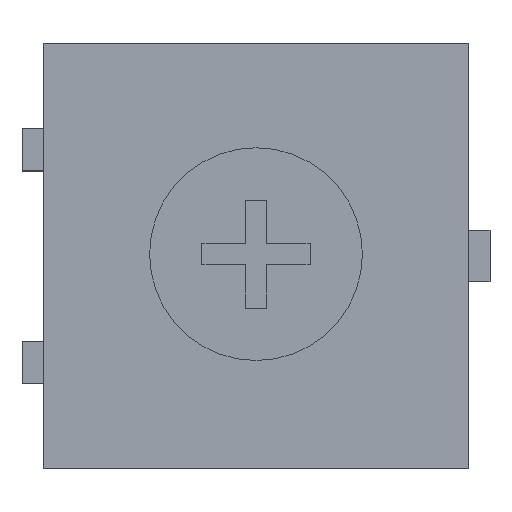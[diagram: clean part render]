
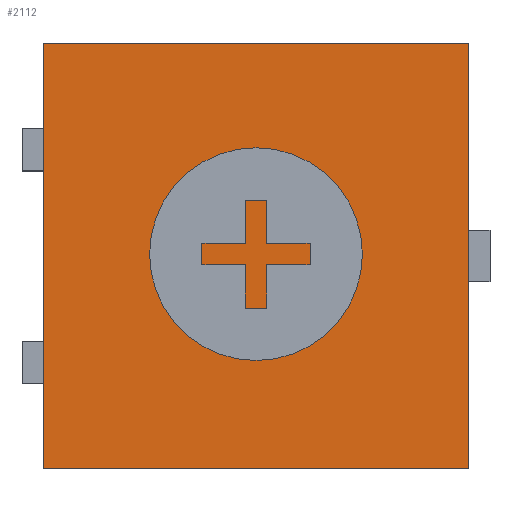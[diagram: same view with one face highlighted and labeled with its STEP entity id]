
A CAD part, top view. The second image highlights one B-rep face of the part: STEP entity #2112.
In plain terms, the highlighted planar face has unit normal (0, 0, -1).
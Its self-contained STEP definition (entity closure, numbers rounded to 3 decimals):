
#1121 = CARTESIAN_POINT('',(  0.0,-2.5, 5.1));
#1122 = CARTESIAN_POINT('',(  0.0, 7.5, 5.1));
#1123 = CARTESIAN_POINT('',( 10.0, 7.5, 5.1));
#1124 = CARTESIAN_POINT('',( 10.0,-2.5, 5.1));
#2112 = ADVANCED_FACE('',(#2122),#2311,.F.);
#2122 = FACE_BOUND('',#2132,.F.);
#2132 = POLY_LOOP('',(#1121,#1122,#1123,#1124));
#2311 = PLANE('',#2312);
#2312 = AXIS2_PLACEMENT_3D('',#2313,#2314,#2315);
#2313 = CARTESIAN_POINT('',(0,0,0));
#2314 = DIRECTION('',(0,0,1));
#2315 = DIRECTION('',(0,0,1));
